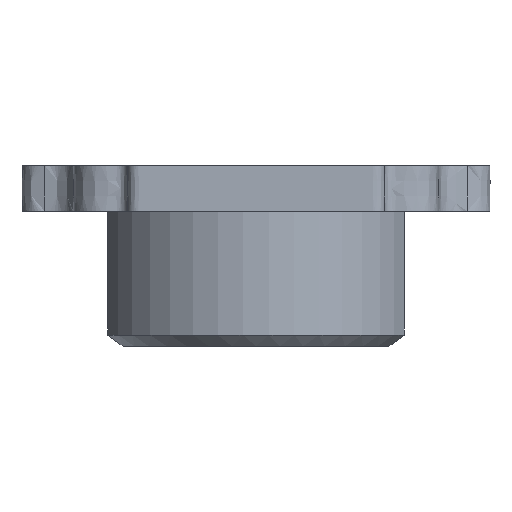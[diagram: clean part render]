
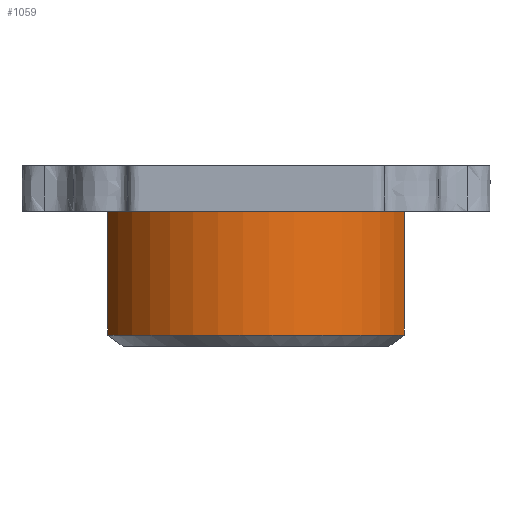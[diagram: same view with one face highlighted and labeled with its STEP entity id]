
A CAD part, front view. The second image highlights one B-rep face of the part: STEP entity #1059.
In plain terms, the highlighted cylindrical face has radius 27.5 mm (diameter 55 mm), a partial arc.
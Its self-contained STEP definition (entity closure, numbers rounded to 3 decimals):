
#56=CIRCLE('',#1088,27.5);
#71=CIRCLE('',#1126,27.5);
#89=LINE('',#2243,#129);
#106=LINE('',#2556,#146);
#129=VECTOR('',#1187,10.);
#146=VECTOR('',#1248,10.);
#178=CYLINDRICAL_SURFACE('',#1140,27.5);
#236=FACE_OUTER_BOUND('',#304,.T.);
#304=EDGE_LOOP('',(#974,#975,#976,#977));
#440=VERTEX_POINT('',#2226);
#443=VERTEX_POINT('',#2233);
#444=VERTEX_POINT('',#2242);
#470=VERTEX_POINT('',#2554);
#561=EDGE_CURVE('',#443,#440,#56,.T.);
#564=EDGE_CURVE('',#444,#440,#89,.T.);
#609=EDGE_CURVE('',#443,#470,#106,.T.);
#631=EDGE_CURVE('',#470,#444,#71,.T.);
#974=ORIENTED_EDGE('',*,*,#561,.F.);
#975=ORIENTED_EDGE('',*,*,#609,.T.);
#976=ORIENTED_EDGE('',*,*,#631,.T.);
#977=ORIENTED_EDGE('',*,*,#564,.T.);
#1059=ADVANCED_FACE('',(#236),#178,.T.);
#1088=AXIS2_PLACEMENT_3D('',#2237,#1179,#1180);
#1126=AXIS2_PLACEMENT_3D('',#2837,#1278,#1279);
#1140=AXIS2_PLACEMENT_3D('',#3350,#1316,#1317);
#1179=DIRECTION('center_axis',(0.,0.,-1.));
#1180=DIRECTION('ref_axis',(1.,0.,0.));
#1187=DIRECTION('',(0.,0.,-1.));
#1248=DIRECTION('',(0.,0.,1.));
#1278=DIRECTION('center_axis',(0.,0.,-1.));
#1279=DIRECTION('ref_axis',(1.,0.,0.));
#1316=DIRECTION('center_axis',(0.,0.,-1.));
#1317=DIRECTION('ref_axis',(1.,0.,0.));
#2226=CARTESIAN_POINT('',(-25.978,-9.022,-21.7));
#2233=CARTESIAN_POINT('',(25.978,-9.022,-21.7));
#2237=CARTESIAN_POINT('Origin',(0.,0.,-21.7));
#2242=CARTESIAN_POINT('',(-25.978,-9.022,0.));
#2243=CARTESIAN_POINT('',(-25.978,-9.022,0.));
#2554=CARTESIAN_POINT('',(25.978,-9.022,0.));
#2556=CARTESIAN_POINT('',(25.978,-9.022,0.));
#2837=CARTESIAN_POINT('Origin',(0.,0.,0.));
#3350=CARTESIAN_POINT('Origin',(0.,0.,0.));
